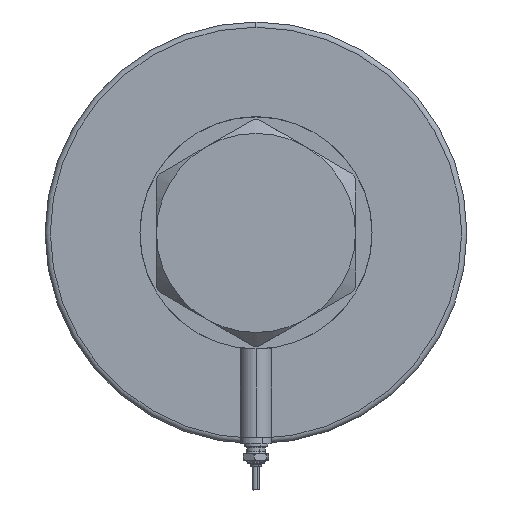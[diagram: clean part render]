
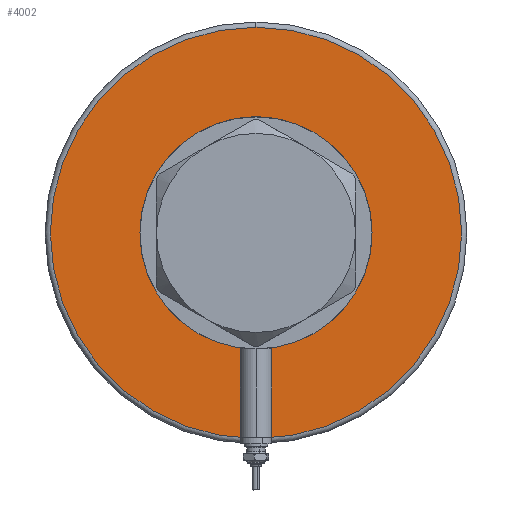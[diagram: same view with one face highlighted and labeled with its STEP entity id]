
A CAD part, left-side view. The second image highlights one B-rep face of the part: STEP entity #4002.
In plain terms, the highlighted face is planar.
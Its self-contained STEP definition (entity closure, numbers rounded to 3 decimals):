
#383 = DIRECTION ( 'NONE',  ( 1., 0., 0. ) ) ;
#426 = ORIENTED_EDGE ( 'NONE', *, *, #1650, .T. ) ;
#1069 = DIRECTION ( 'NONE',  ( 0., 0., 1. ) ) ;
#1322 = AXIS2_PLACEMENT_3D ( 'NONE', #4852, #3375, #4328 ) ;
#1578 = DIRECTION ( 'NONE',  ( 1., 0., 0. ) ) ;
#1650 = EDGE_CURVE ( 'NONE', #6249, #2405, #4207, .T. ) ;
#2012 = CARTESIAN_POINT ( 'NONE',  ( 0., 0., 0. ) ) ;
#2182 = AXIS2_PLACEMENT_3D ( 'NONE', #3832, #4337, #383 ) ;
#2214 = DIRECTION ( 'NONE',  ( 0., 0., 1. ) ) ;
#2405 = VERTEX_POINT ( 'NONE', #5211 ) ;
#2464 = ORIENTED_EDGE ( 'NONE', *, *, #5757, .T. ) ;
#2633 = VERTEX_POINT ( 'NONE', #4053 ) ;
#2740 = EDGE_LOOP ( 'NONE', ( #2464, #426 ) ) ;
#2773 = EDGE_CURVE ( 'NONE', #2633, #5731, #3095, .T. ) ;
#3006 = CARTESIAN_POINT ( 'NONE',  ( 0., 0., 0. ) ) ;
#3038 = FACE_OUTER_BOUND ( 'NONE', #5364, .T. ) ;
#3095 = CIRCLE ( 'NONE', #5239, 78. ) ;
#3313 = AXIS2_PLACEMENT_3D ( 'NONE', #3006, #1069, #1578 ) ;
#3375 = DIRECTION ( 'NONE',  ( 0., 0., 1. ) ) ;
#3696 = CARTESIAN_POINT ( 'NONE',  ( -78., 0., 0. ) ) ;
#3726 = AXIS2_PLACEMENT_3D ( 'NONE', #5755, #2214, #4168 ) ;
#3832 = CARTESIAN_POINT ( 'NONE',  ( 0., 0., 0. ) ) ;
#3967 = DIRECTION ( 'NONE',  ( 0., 0., -1. ) ) ;
#4002 = ADVANCED_FACE ( 'NONE', ( #3038, #6005 ), #5938, .F. ) ;
#4053 = CARTESIAN_POINT ( 'NONE',  ( 78., 0., 0. ) ) ;
#4128 = CIRCLE ( 'NONE', #3726, 37.5 ) ;
#4168 = DIRECTION ( 'NONE',  ( 1., 0., 0. ) ) ;
#4207 = CIRCLE ( 'NONE', #1322, 37.5 ) ;
#4328 = DIRECTION ( 'NONE',  ( 1., 0., 0. ) ) ;
#4337 = DIRECTION ( 'NONE',  ( 0., 0., -1. ) ) ;
#4394 = EDGE_CURVE ( 'NONE', #5731, #2633, #6095, .T. ) ;
#4468 = ORIENTED_EDGE ( 'NONE', *, *, #2773, .T. ) ;
#4852 = CARTESIAN_POINT ( 'NONE',  ( 0., 0., 0. ) ) ;
#5203 = ORIENTED_EDGE ( 'NONE', *, *, #4394, .T. ) ;
#5211 = CARTESIAN_POINT ( 'NONE',  ( 37.5, 0., 0. ) ) ;
#5239 = AXIS2_PLACEMENT_3D ( 'NONE', #2012, #3967, #5936 ) ;
#5364 = EDGE_LOOP ( 'NONE', ( #4468, #5203 ) ) ;
#5731 = VERTEX_POINT ( 'NONE', #3696 ) ;
#5755 = CARTESIAN_POINT ( 'NONE',  ( 0., 0., 0. ) ) ;
#5757 = EDGE_CURVE ( 'NONE', #2405, #6249, #4128, .T. ) ;
#5936 = DIRECTION ( 'NONE',  ( 1., 0., 0. ) ) ;
#5938 = PLANE ( 'NONE',  #3313 ) ;
#6005 = FACE_BOUND ( 'NONE', #2740, .T. ) ;
#6095 = CIRCLE ( 'NONE', #2182, 78. ) ;
#6249 = VERTEX_POINT ( 'NONE', #6366 ) ;
#6366 = CARTESIAN_POINT ( 'NONE',  ( -37.5, 0., 0. ) ) ;
